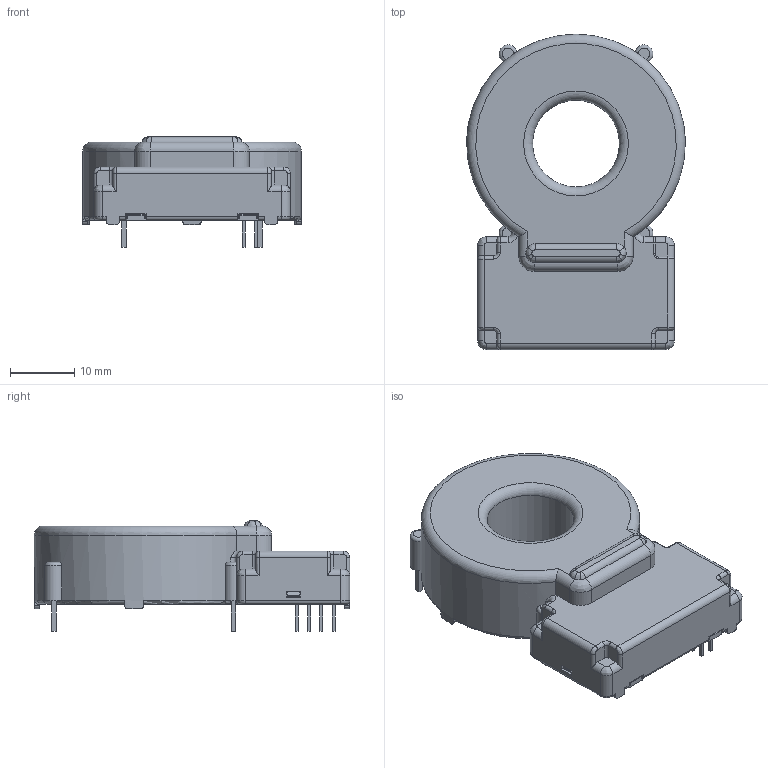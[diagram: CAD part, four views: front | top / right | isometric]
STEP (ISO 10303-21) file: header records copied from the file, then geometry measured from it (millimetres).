
FILE_DESCRIPTION(('FreeCAD Model'),'2;1');
FILE_NAME('4641-X900_Shrinkwrap_1.step', '2021-02-23T14:37:43',('kicad StepUp'),('ksu MCAD'), 'Open CASCADE STEP processor 7.3','FreeCAD','Unknown');
FILE_SCHEMA(('AUTOMOTIVE_DESIGN { 1 0 10303 214 1 1 1 1 }'));
Length unit declared in the file: millimetre
Products named in the file (1): 4641-X900_Shrinkwrap_1
Bounding box: 34 x 49.05 x 17.15 mm (x, y, z)
Volume: 13655.9 mm3; surface area: 4976.4 mm2
Topology: 1 solids, 1 shells, 373 faces, 1030 edges, 657 vertices
Faces by surface type: plane 205, cylinder 104, torus 35, bspline 25, sphere 4
Full cylindrical faces by diameter (mm): 0.8 x4, 13.5 x1, 15.3 x1
Entity records: 15398 total; most frequent: CARTESIAN_POINT 3155, ORIENTED_EDGE 2060, DIRECTION 1992, EDGE_CURVE 1030, AXIS2_PLACEMENT_3D 676, VERTEX_POINT 657, LINE 640, VECTOR 640
